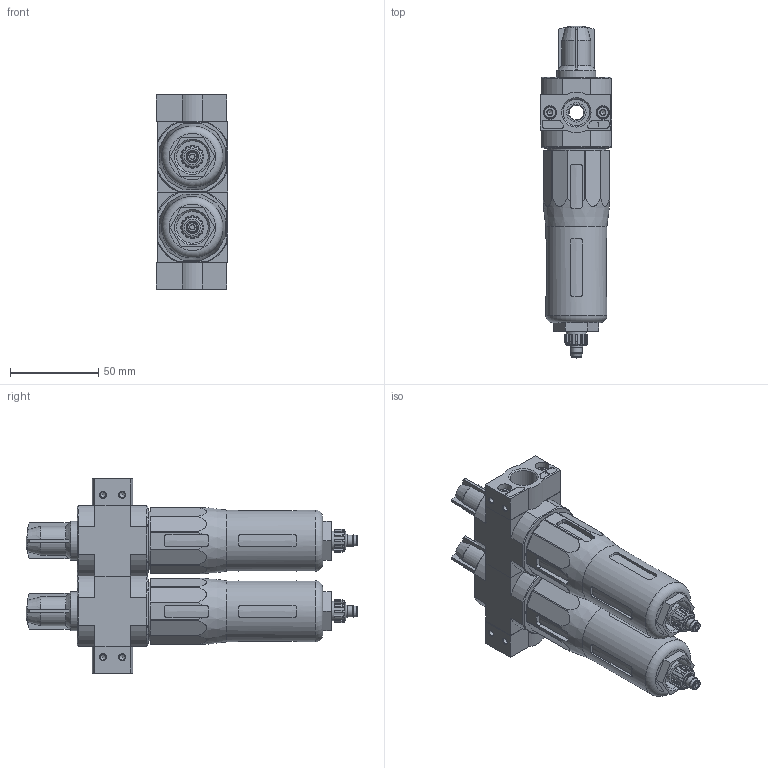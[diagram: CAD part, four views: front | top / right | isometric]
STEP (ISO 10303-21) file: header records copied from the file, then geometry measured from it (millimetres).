
FILE_DESCRIPTION(/* description */ ('STEP AP214'),/* implementation_level */ '2;1');
FILE_NAME(/* name */ '532865_LFMBA-3_8-D-MINI-DA',/* time_stamp */ '2024-09-03T16:54:51+02:00',/* author */ ('License CC BY-ND 4.0'),/* organization */ ('CADENAS'),/* preprocessor_version */ 'ST-DEVELOPER v19.3',/* originating_system */ 'PARTsolutions',/* authorisation */ ' ');
FILE_SCHEMA (('AUTOMOTIVE_DESIGN {1 0 10303 214 3 1 1}'));
Length unit declared in the file: millimetre
Products named in the file (9): 532865 LFMBA-3/8-D-MINI-DA; 380293 PBL-3/8-D-MINI-L---(1) p1; DIN-912 - M4x16(F); 380295 PBL-3/8-D-MINI-R---(0) p1; 670981 LFMB-D-MINI-DA; 648415 LF; 359787 LF-D-MINI; 670975 LFMA-D-MINI-DA; 355622 FRB-D-MINI
Assembly tree (14 placements, depth 2):
  532865 LFMBA-3/8-D-MINI-DA
    380293 PBL-3/8-D-MINI-L---(1) p1
    DIN-912 - M4x16(F)  x4
    380295 PBL-3/8-D-MINI-R---(0) p1
    670981 LFMB-D-MINI-DA
    648415 LF  x2
    359787 LF-D-MINI  x2
    670975 LFMA-D-MINI-DA
    355622 FRB-D-MINI  x2
Bounding box: 40.4 x 188 x 110 mm (x, y, z)
Volume: 342118.7 mm3; surface area: 71659.8 mm2
Topology: 14 solids, 14 shells, 815 faces, 2004 edges, 1277 vertices
Faces by surface type: plane 405, cylinder 241, cone 143, torus 24, sphere 2
Full cylindrical faces by diameter (mm): 2.9 x2, 3 x2, 3.242 x10, 4 x6, 5.2 x6, 5.6 x2, 6 x2, 6.3 x4, 6.4 x2, 6.5 x2, 6.8 x2, 7 x4, 7.1 x2, 9 x2, 11 x3, 11.2 x2, 11.4 x1, 12.2 x3, 12.6 x2, 14.95 x2, 15.7 x1, 15.9 x2, 18 x2, 22 x2, 22.2 x2, 34.7 x2, 36 x2, 37 x2
Entity records: 21813 total; most frequent: CARTESIAN_POINT 4303, DIRECTION 2948, ORIENTED_EDGE 2922, EDGE_CURVE 1461, AXIS2_PLACEMENT_3D 1150, VERTEX_POINT 1019, FACE_BOUND 832, EDGE_LOOP 824
